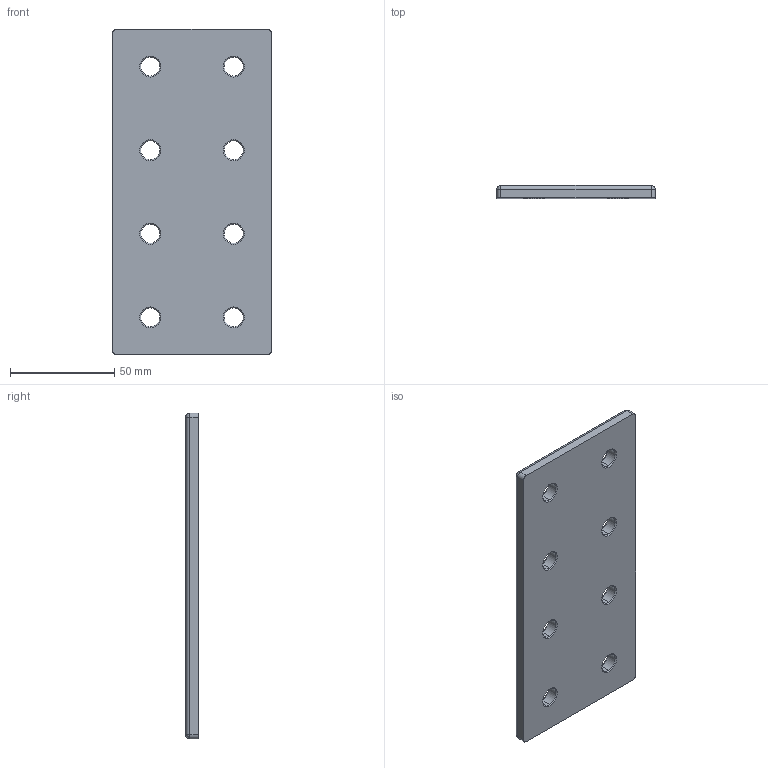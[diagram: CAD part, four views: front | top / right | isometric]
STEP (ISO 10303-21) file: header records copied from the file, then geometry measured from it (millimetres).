
FILE_DESCRIPTION (( 'STEP AP214' ), '1' );
FILE_NAME ('500132', '2019-01-28T15:38:52', ( '' ), ('JUGARD+KÜNSTNER GmbH'), 'SwSTEP 2.0', 'SolidWorks 2017', '' );
FILE_SCHEMA (( 'AUTOMOTIVE_DESIGN' ));
Length unit declared in the file: millimetre
Products named in the file (1): 500132
Bounding box: 76 x 6 x 156 mm (x, y, z)
Volume: 67610.2 mm3; surface area: 26283.4 mm2
Topology: 1 solids, 1 shells, 66 faces, 158 edges, 90 vertices
Faces by surface type: cone 32, cylinder 24, plane 6, bspline 4
Entity records: 1990 total; most frequent: CARTESIAN_POINT 371, DIRECTION 366, ORIENTED_EDGE 308, EDGE_CURVE 154, AXIS2_PLACEMENT_3D 149, VERTEX_POINT 90, CIRCLE 86, EDGE_LOOP 82
